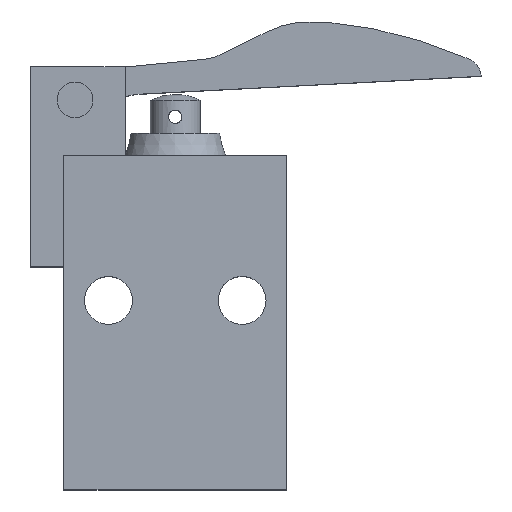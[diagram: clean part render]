
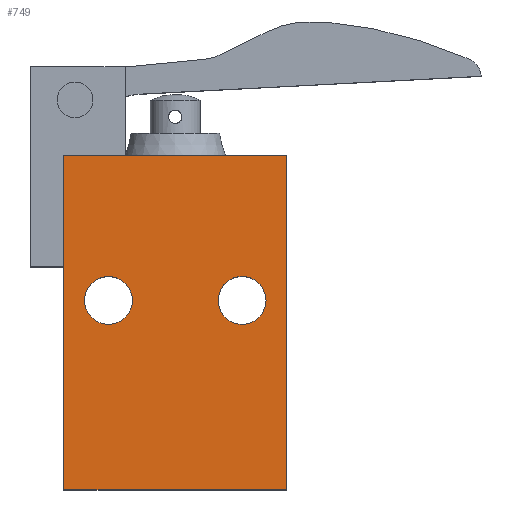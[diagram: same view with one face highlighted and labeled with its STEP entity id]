
A CAD part, top view. The second image highlights one B-rep face of the part: STEP entity #749.
In plain terms, the highlighted planar face has unit normal (0, 0, 1).
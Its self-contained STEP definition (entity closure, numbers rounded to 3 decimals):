
#27=LINE('',#1139,#94);
#37=LINE('',#1159,#104);
#53=LINE('',#1200,#120);
#55=LINE('',#1207,#122);
#94=VECTOR('',#892,1000.);
#104=VECTOR('',#904,1000.);
#120=VECTOR('',#934,1000.);
#122=VECTOR('',#942,1000.);
#164=PLANE('',#816);
#235=ORIENTED_EDGE('',*,*,#432,.T.);
#236=ORIENTED_EDGE('',*,*,#433,.F.);
#237=ORIENTED_EDGE('',*,*,#397,.T.);
#238=ORIENTED_EDGE('',*,*,#407,.T.);
#239=ORIENTED_EDGE('',*,*,#427,.T.);
#240=ORIENTED_EDGE('',*,*,#431,.T.);
#397=EDGE_CURVE('',#498,#497,#27,.T.);
#407=EDGE_CURVE('',#497,#506,#37,.T.);
#427=EDGE_CURVE('',#506,#524,#53,.T.);
#431=EDGE_CURVE('',#524,#498,#55,.T.);
#432=EDGE_CURVE('',#527,#527,#571,.T.);
#433=EDGE_CURVE('',#528,#528,#572,.T.);
#497=VERTEX_POINT('',#1138);
#498=VERTEX_POINT('',#1140);
#506=VERTEX_POINT('',#1158);
#524=VERTEX_POINT('',#1199);
#527=VERTEX_POINT('',#1210);
#528=VERTEX_POINT('',#1212);
#571=CIRCLE('',#817,2.15);
#572=CIRCLE('',#818,2.15);
#606=EDGE_LOOP('',(#235));
#607=EDGE_LOOP('',(#236));
#608=EDGE_LOOP('',(#237,#238,#239,#240));
#673=FACE_BOUND('',#606,.T.);
#674=FACE_BOUND('',#607,.T.);
#675=FACE_BOUND('',#608,.T.);
#749=ADVANCED_FACE('',(#673,#674,#675),#164,.T.);
#816=AXIS2_PLACEMENT_3D('',#1208,#943,#944);
#817=AXIS2_PLACEMENT_3D('',#1209,#945,#946);
#818=AXIS2_PLACEMENT_3D('',#1211,#947,#948);
#892=DIRECTION('',(-1.,0.,0.));
#904=DIRECTION('',(0.,-1.,0.));
#934=DIRECTION('',(1.,0.,0.));
#942=DIRECTION('',(0.,1.,0.));
#943=DIRECTION('',(0.,0.,1.));
#944=DIRECTION('',(1.,0.,0.));
#945=DIRECTION('',(0.,0.,-1.));
#946=DIRECTION('',(-1.,0.,0.));
#947=DIRECTION('',(0.,0.,1.));
#948=DIRECTION('',(1.,0.,0.));
#1138=CARTESIAN_POINT('',(-10.,30.,7.5));
#1139=CARTESIAN_POINT('',(10.,30.,7.5));
#1140=CARTESIAN_POINT('',(10.,30.,7.5));
#1158=CARTESIAN_POINT('',(-10.,0.,7.5));
#1159=CARTESIAN_POINT('',(-10.,30.,7.5));
#1199=CARTESIAN_POINT('',(10.,0.,7.5));
#1200=CARTESIAN_POINT('',(-10.,0.,7.5));
#1207=CARTESIAN_POINT('',(10.,0.,7.5));
#1208=CARTESIAN_POINT('',(0.,0.,7.5));
#1209=CARTESIAN_POINT('',(-6.,17.,7.5));
#1210=CARTESIAN_POINT('',(-8.15,17.,7.5));
#1211=CARTESIAN_POINT('',(6.,17.,7.5));
#1212=CARTESIAN_POINT('',(8.15,17.,7.5));
